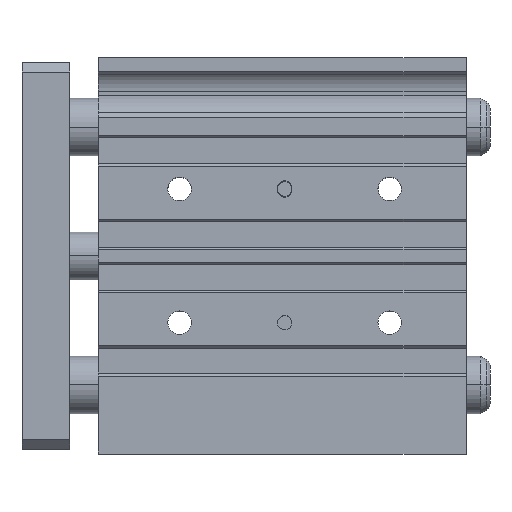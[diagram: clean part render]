
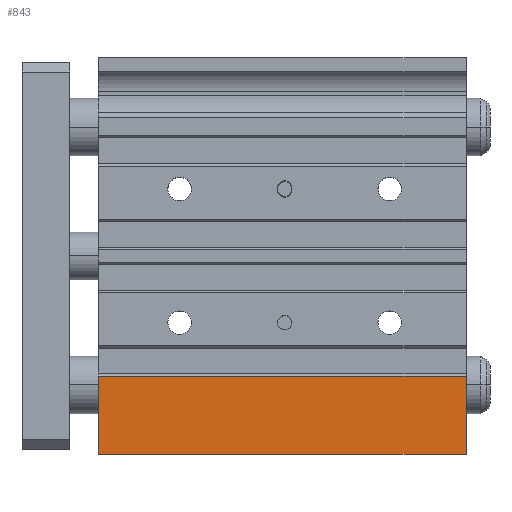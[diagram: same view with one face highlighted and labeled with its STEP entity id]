
A CAD part, top view. The second image highlights one B-rep face of the part: STEP entity #843.
In plain terms, the highlighted planar face has unit normal (0, 0, 1).
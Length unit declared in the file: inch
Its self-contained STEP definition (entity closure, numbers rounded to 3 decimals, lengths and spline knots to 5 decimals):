
#2 = VECTOR ( 'NONE', #3263, 39.37008 ) ;
#113 = ORIENTED_EDGE ( 'NONE', *, *, #9427, .T. ) ;
#276 = ORIENTED_EDGE ( 'NONE', *, *, #6073, .F. ) ;
#424 = VECTOR ( 'NONE', #2077, 39.37008 ) ;
#481 = VECTOR ( 'NONE', #593, 39.37008 ) ;
#483 = EDGE_LOOP ( 'NONE', ( #9438, #276, #1017, #113 ) ) ;
#593 = DIRECTION ( 'NONE',  ( -1., 0., 0. ) ) ;
#787 = LINE ( 'NONE', #10760, #2 ) ;
#843 = ADVANCED_FACE ( 'NONE', ( #2749 ), #6126, .F. ) ;
#1017 = ORIENTED_EDGE ( 'NONE', *, *, #3095, .F. ) ;
#1288 = CARTESIAN_POINT ( 'NONE',  ( 3.0315, -0.99213, 0.70866 ) ) ;
#1799 = CARTESIAN_POINT ( 'NONE',  ( 0., -0.99213, 0.70866 ) ) ;
#1921 = CARTESIAN_POINT ( 'NONE',  ( 3.0315, -0.99213, 0.70866 ) ) ;
#2077 = DIRECTION ( 'NONE',  ( 0., -1., 0. ) ) ;
#2169 = VERTEX_POINT ( 'NONE', #7540 ) ;
#2405 = EDGE_CURVE ( 'NONE', #7520, #6413, #9306, .T. ) ;
#2625 = CARTESIAN_POINT ( 'NONE',  ( 3.0315, -1.63386, 0.70866 ) ) ;
#2749 = FACE_OUTER_BOUND ( 'NONE', #483, .T. ) ;
#2776 = LINE ( 'NONE', #1288, #5158 ) ;
#3095 = EDGE_CURVE ( 'NONE', #2169, #3966, #2776, .T. ) ;
#3235 = CARTESIAN_POINT ( 'NONE',  ( 3.0315, -0.99213, 0.70866 ) ) ;
#3263 = DIRECTION ( 'NONE',  ( -1., 0., 0. ) ) ;
#3966 = VERTEX_POINT ( 'NONE', #2625 ) ;
#4154 = LINE ( 'NONE', #3235, #481 ) ;
#5158 = VECTOR ( 'NONE', #8737, 39.37008 ) ;
#6018 = AXIS2_PLACEMENT_3D ( 'NONE', #1921, #9584, #8077 ) ;
#6073 = EDGE_CURVE ( 'NONE', #3966, #6413, #787, .T. ) ;
#6126 = PLANE ( 'NONE',  #6018 ) ;
#6413 = VERTEX_POINT ( 'NONE', #7390 ) ;
#7390 = CARTESIAN_POINT ( 'NONE',  ( 0., -1.63386, 0.70866 ) ) ;
#7520 = VERTEX_POINT ( 'NONE', #7854 ) ;
#7540 = CARTESIAN_POINT ( 'NONE',  ( 3.0315, -0.99213, 0.70866 ) ) ;
#7854 = CARTESIAN_POINT ( 'NONE',  ( 0., -0.99213, 0.70866 ) ) ;
#8077 = DIRECTION ( 'NONE',  ( 0., -1., 0. ) ) ;
#8737 = DIRECTION ( 'NONE',  ( 0., -1., 0. ) ) ;
#9306 = LINE ( 'NONE', #1799, #424 ) ;
#9427 = EDGE_CURVE ( 'NONE', #2169, #7520, #4154, .T. ) ;
#9438 = ORIENTED_EDGE ( 'NONE', *, *, #2405, .T. ) ;
#9584 = DIRECTION ( 'NONE',  ( 0., 0., -1. ) ) ;
#10760 = CARTESIAN_POINT ( 'NONE',  ( 3.0315, -1.63386, 0.70866 ) ) ;
